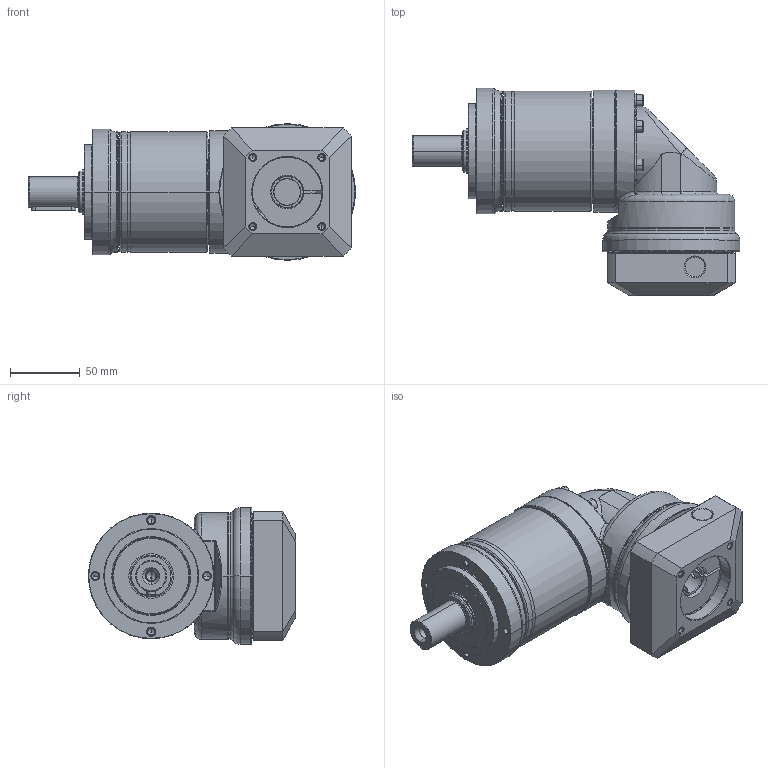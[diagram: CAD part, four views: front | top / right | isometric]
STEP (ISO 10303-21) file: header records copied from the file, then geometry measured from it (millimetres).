
FILE_DESCRIPTION((''),'2;1');
FILE_NAME('PE2R-090_2ST_19-P0411400101_ASM','2016-05-23T',('d00435'),(''),'PRO/ENGINEER BY PARAMETRIC TECHNOLOGY CORPORATION, 2008410','PRO/ENGINEER BY PARAMETRIC TECHNOLOGY CORPORATION, 2008410','');
FILE_SCHEMA(('CONFIG_CONTROL_DESIGN'));
Length unit declared in the file: millimetre
Products named in the file (12): P1323310001; P0251300001; P0350301001; P1349300001; P1017300001; P0713301001; P0503400008; P1350300101; P0411400101; P1702500001; 2111BA05025; PE2R-090_2ST_19-P0411400101_ASM
Assembly tree (16 placements, depth 2):
  PE2R-090_2ST_19-P0411400101_ASM
    P1323310001
    P0251300001
    P0350301001
    P1349300001
    P1017300001
    P0713301001
    P0503400008
    P1350300101
    P0411400101
    P1702500001
    2111BA05025  x6
Bounding box: 234.5 x 148.5 x 98 mm (x, y, z)
Volume: 904723.8 mm3; surface area: 221388 mm2
Topology: 16 solids, 32 shells, 867 faces, 1919 edges, 1132 vertices
Faces by surface type: cylinder 287, cone 224, plane 214, torus 110, bspline 32
Entity records: 25526 total; most frequent: CARTESIAN_POINT 9532, DIRECTION 3616, ORIENTED_EDGE 3006, AXIS2_PLACEMENT_3D 1543, EDGE_CURVE 1535, VERTEX_POINT 932, CIRCLE 835, EDGE_LOOP 809
